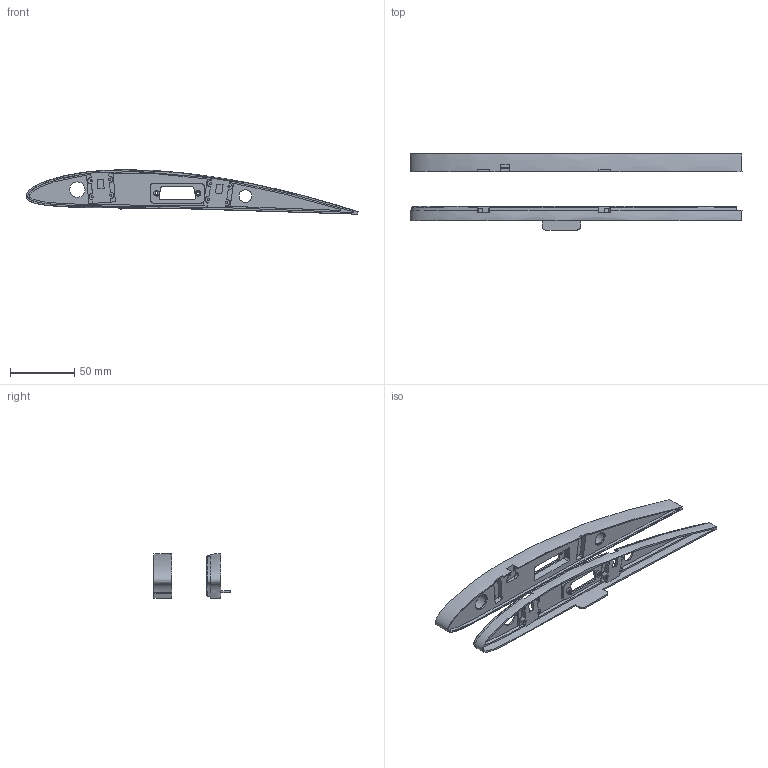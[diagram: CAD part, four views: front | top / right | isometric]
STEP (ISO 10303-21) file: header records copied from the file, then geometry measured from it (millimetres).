
FILE_DESCRIPTION(/* description */ (''),/* implementation_level */ '2;1');
FILE_NAME(/* name */ '逆行者 分类.stp',/* time_stamp */ '2023-12-28T13:34:29+08:00',/* author */ (''),/* organization */ (''),/* preprocessor_version */ 'ST-DEVELOPER v16.7',/* originating_system */ 'SIEMENS PLM Software NX 12.0',/* authorisation */ '');
FILE_SCHEMA (('AUTOMOTIVE_DESIGN { 1 0 10303 214 3 1 1 1 }'));
Length unit declared in the file: millimetre
Products named in the file (1): Admi2BD04583d3id
Bounding box: 258.72 x 59.4 x 34.6 mm (x, y, z)
Volume: 41038.9 mm3; surface area: 51241.5 mm2
Topology: 2 solids, 2 shells, 346 faces, 1013 edges, 687 vertices
Faces by surface type: plane 208, cone 70, cylinder 36, bspline 21, extrusion 11
Full cylindrical faces by diameter (mm): 1.6 x1, 2.2 x4, 5 x1, 10 x2, 12 x2, 12.4 x1, 14.4 x1
Entity records: 22515 total; most frequent: CARTESIAN_POINT 13657, ORIENTED_EDGE 1930, DIRECTION 1606, EDGE_CURVE 965, VERTEX_POINT 673, VECTOR 554, LINE 543, AXIS2_PLACEMENT_3D 526
